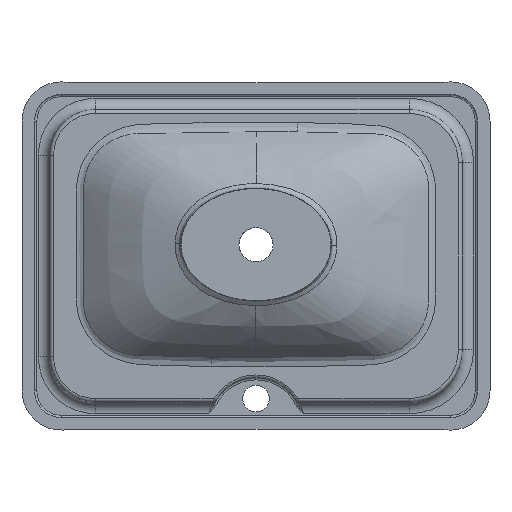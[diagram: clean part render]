
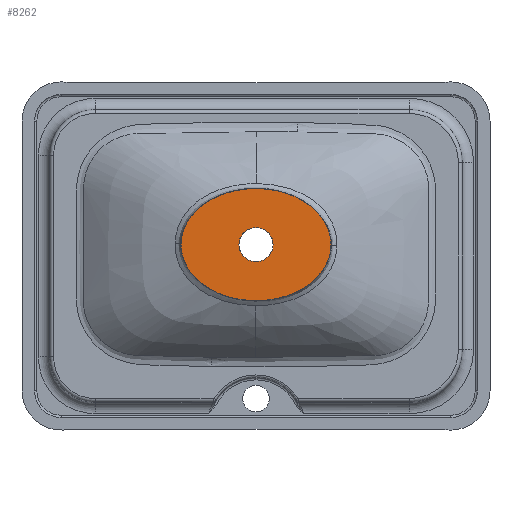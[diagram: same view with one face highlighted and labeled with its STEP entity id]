
A CAD part, front view. The second image highlights one B-rep face of the part: STEP entity #8262.
In plain terms, the highlighted planar face has unit normal (0, -1, 0).
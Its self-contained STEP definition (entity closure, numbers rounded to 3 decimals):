
#403 = DIRECTION ( 'NONE',  ( 0., 0., 1. ) ) ;
#464 = CARTESIAN_POINT ( 'NONE',  ( -98.298, -120., 5.004 ) ) ;
#473 = CARTESIAN_POINT ( 'NONE',  ( -95.64, -120., 34.746 ) ) ;
#500 = CARTESIAN_POINT ( 'NONE',  ( -60.01, -120., -44.683 ) ) ;
#593 = CARTESIAN_POINT ( 'NONE',  ( -95.64, -120., -4.746 ) ) ;
#1006 = B_SPLINE_CURVE_WITH_KNOTS ( 'NONE', 3,
 ( #1021, #8264, #7548, #473, #3217, #5423, #7477, #6844, #1907, #6786, #1147, #3341, #1818, #1878, #1846, #8948, #2540, #6068, #4631, #4755, #3930, #1116, #1215, #8137, #8917, #8880 ),
 .UNSPECIFIED., .F., .F.,
 ( 4, 2, 2, 2, 2, 2, 2, 2, 2, 2, 2, 2, 4 ),
 ( 0.273, 0.29, 0.307, 0.324, 0.341, 0.375, 0.409, 0.443, 0.477, 0.494, 0.511, 0.528, 0.545 ),
 .UNSPECIFIED. ) ;
#1021 = CARTESIAN_POINT ( 'NONE',  ( -98.974, -120., 15. ) ) ;
#1116 = CARTESIAN_POINT ( 'NONE',  ( 93.66, -120., 39.498 ) ) ;
#1147 = CARTESIAN_POINT ( 'NONE',  ( -49.093, -120., 79.986 ) ) ;
#1215 = CARTESIAN_POINT ( 'NONE',  ( 95.64, -120., 34.746 ) ) ;
#1818 = CARTESIAN_POINT ( 'NONE',  ( -12.727, -120., 88.974 ) ) ;
#1846 = CARTESIAN_POINT ( 'NONE',  ( 25.449, -120., 87.132 ) ) ;
#1878 = CARTESIAN_POINT ( 'NONE',  ( 12.727, -120., 88.974 ) ) ;
#1902 = CARTESIAN_POINT ( 'NONE',  ( -88.518, -120., -18.556 ) ) ;
#1907 = CARTESIAN_POINT ( 'NONE',  ( -73.831, -120., 64.598 ) ) ;
#2009 = ORIENTED_EDGE ( 'NONE', *, *, #5173, .F. ) ;
#2088 = CARTESIAN_POINT ( 'NONE',  ( 98.974, -120., 15. ) ) ;
#2281 = CARTESIAN_POINT ( 'NONE',  ( 0., -120., -7.5 ) ) ;
#2540 = CARTESIAN_POINT ( 'NONE',  ( 60.01, -120., 74.683 ) ) ;
#2627 = CARTESIAN_POINT ( 'NONE',  ( 25.449, -120., -57.132 ) ) ;
#2658 = CARTESIAN_POINT ( 'NONE',  ( -12.727, -120., -58.974 ) ) ;
#2716 = CARTESIAN_POINT ( 'NONE',  ( 98.298, -120., 5.004 ) ) ;
#2832 = CARTESIAN_POINT ( 'NONE',  ( -257., -120., 178. ) ) ;
#2866 = DIRECTION ( 'NONE',  ( 0., 1., 0. ) ) ;
#3117 = AXIS2_PLACEMENT_3D ( 'NONE', #6915, #4644, #6763 ) ;
#3177 = EDGE_LOOP ( 'NONE', ( #5334, #4334 ) ) ;
#3201 = VERTEX_POINT ( 'NONE', #6405 ) ;
#3217 = CARTESIAN_POINT ( 'NONE',  ( -93.66, -120., 39.498 ) ) ;
#3335 = CARTESIAN_POINT ( 'NONE',  ( 78.014, -120., -30.883 ) ) ;
#3341 = CARTESIAN_POINT ( 'NONE',  ( -25.449, -120., 87.132 ) ) ;
#3424 = CARTESIAN_POINT ( 'NONE',  ( 98.974, -120., 15. ) ) ;
#3576 = DIRECTION ( 'NONE',  ( 0., 0., 1. ) ) ;
#3772 = CARTESIAN_POINT ( 'NONE',  ( 0., -120., 15. ) ) ;
#3868 = CIRCLE ( 'NONE', #3117, 22.5 ) ;
#3930 = CARTESIAN_POINT ( 'NONE',  ( 88.518, -120., 48.556 ) ) ;
#4043 = CARTESIAN_POINT ( 'NONE',  ( -78.014, -120., -30.883 ) ) ;
#4107 = CARTESIAN_POINT ( 'NONE',  ( 12.727, -120., -58.974 ) ) ;
#4134 = CARTESIAN_POINT ( 'NONE',  ( 85.358, -120., -22.863 ) ) ;
#4275 = EDGE_CURVE ( 'NONE', #6696, #7759, #6392, .T. ) ;
#4311 = AXIS2_PLACEMENT_3D ( 'NONE', #2832, #2866, #3576 ) ;
#4334 = ORIENTED_EDGE ( 'NONE', *, *, #4275, .F. ) ;
#4353 = AXIS2_PLACEMENT_3D ( 'NONE', #3772, #7257, #403 ) ;
#4631 = CARTESIAN_POINT ( 'NONE',  ( 78.014, -120., 60.883 ) ) ;
#4644 = DIRECTION ( 'NONE',  ( 0., -1., 0. ) ) ;
#4720 = CARTESIAN_POINT ( 'NONE',  ( 88.518, -120., -18.556 ) ) ;
#4755 = CARTESIAN_POINT ( 'NONE',  ( 85.358, -120., 52.863 ) ) ;
#4779 = CARTESIAN_POINT ( 'NONE',  ( -49.093, -120., -49.986 ) ) ;
#4833 = CARTESIAN_POINT ( 'NONE',  ( -93.66, -120., -9.498 ) ) ;
#5044 = PLANE ( 'NONE',  #4311 ) ;
#5173 = EDGE_CURVE ( 'NONE', #5258, #3201, #5527, .T. ) ;
#5258 = VERTEX_POINT ( 'NONE', #2088 ) ;
#5334 = ORIENTED_EDGE ( 'NONE', *, *, #5934, .F. ) ;
#5395 = FACE_OUTER_BOUND ( 'NONE', #6430, .T. ) ;
#5423 = CARTESIAN_POINT ( 'NONE',  ( -88.518, -120., 48.556 ) ) ;
#5450 = CARTESIAN_POINT ( 'NONE',  ( -98.974, -120., 10.001 ) ) ;
#5527 = B_SPLINE_CURVE_WITH_KNOTS ( 'NONE', 3,
 ( #3424, #9038, #2716, #8353, #8291, #4720, #4134, #3335, #9096, #6127, #7574, #2627, #4107, #2658, #8259, #4779, #500, #7542, #4043, #7597, #1902, #4833, #593, #464, #5450, #5528 ),
 .UNSPECIFIED., .F., .F.,
 ( 4, 2, 2, 2, 2, 2, 2, 2, 2, 2, 2, 2, 4 ),
 ( 0., 0.017, 0.034, 0.051, 0.068, 0.102, 0.136, 0.17, 0.204, 0.221, 0.238, 0.255, 0.273 ),
 .UNSPECIFIED. ) ;
#5528 = CARTESIAN_POINT ( 'NONE',  ( -98.974, -120., 15. ) ) ;
#5934 = EDGE_CURVE ( 'NONE', #7759, #6696, #3868, .T. ) ;
#6068 = CARTESIAN_POINT ( 'NONE',  ( 73.831, -120., 64.598 ) ) ;
#6127 = CARTESIAN_POINT ( 'NONE',  ( 60.01, -120., -44.683 ) ) ;
#6269 = EDGE_CURVE ( 'NONE', #3201, #5258, #1006, .T. ) ;
#6392 = CIRCLE ( 'NONE', #4353, 22.5 ) ;
#6405 = CARTESIAN_POINT ( 'NONE',  ( -98.974, -120., 15. ) ) ;
#6430 = EDGE_LOOP ( 'NONE', ( #2009, #6448 ) ) ;
#6448 = ORIENTED_EDGE ( 'NONE', *, *, #6269, .F. ) ;
#6696 = VERTEX_POINT ( 'NONE', #2281 ) ;
#6763 = DIRECTION ( 'NONE',  ( 0., 0., 1. ) ) ;
#6786 = CARTESIAN_POINT ( 'NONE',  ( -60.01, -120., 74.683 ) ) ;
#6844 = CARTESIAN_POINT ( 'NONE',  ( -78.014, -120., 60.883 ) ) ;
#6901 = CARTESIAN_POINT ( 'NONE',  ( 0., -120., 37.5 ) ) ;
#6915 = CARTESIAN_POINT ( 'NONE',  ( 0., -120., 15. ) ) ;
#7257 = DIRECTION ( 'NONE',  ( 0., -1., 0. ) ) ;
#7362 = FACE_BOUND ( 'NONE', #3177, .T. ) ;
#7477 = CARTESIAN_POINT ( 'NONE',  ( -85.358, -120., 52.863 ) ) ;
#7542 = CARTESIAN_POINT ( 'NONE',  ( -73.831, -120., -34.598 ) ) ;
#7548 = CARTESIAN_POINT ( 'NONE',  ( -98.298, -120., 24.996 ) ) ;
#7574 = CARTESIAN_POINT ( 'NONE',  ( 49.093, -120., -49.986 ) ) ;
#7597 = CARTESIAN_POINT ( 'NONE',  ( -85.358, -120., -22.863 ) ) ;
#7759 = VERTEX_POINT ( 'NONE', #6901 ) ;
#8137 = CARTESIAN_POINT ( 'NONE',  ( 98.298, -120., 24.996 ) ) ;
#8259 = CARTESIAN_POINT ( 'NONE',  ( -25.449, -120., -57.132 ) ) ;
#8262 = ADVANCED_FACE ( 'NONE', ( #7362, #5395 ), #5044, .F. ) ;
#8264 = CARTESIAN_POINT ( 'NONE',  ( -98.974, -120., 19.999 ) ) ;
#8291 = CARTESIAN_POINT ( 'NONE',  ( 93.66, -120., -9.498 ) ) ;
#8353 = CARTESIAN_POINT ( 'NONE',  ( 95.64, -120., -4.746 ) ) ;
#8880 = CARTESIAN_POINT ( 'NONE',  ( 98.974, -120., 15. ) ) ;
#8917 = CARTESIAN_POINT ( 'NONE',  ( 98.974, -120., 19.999 ) ) ;
#8948 = CARTESIAN_POINT ( 'NONE',  ( 49.093, -120., 79.986 ) ) ;
#9038 = CARTESIAN_POINT ( 'NONE',  ( 98.974, -120., 10.001 ) ) ;
#9096 = CARTESIAN_POINT ( 'NONE',  ( 73.831, -120., -34.598 ) ) ;
